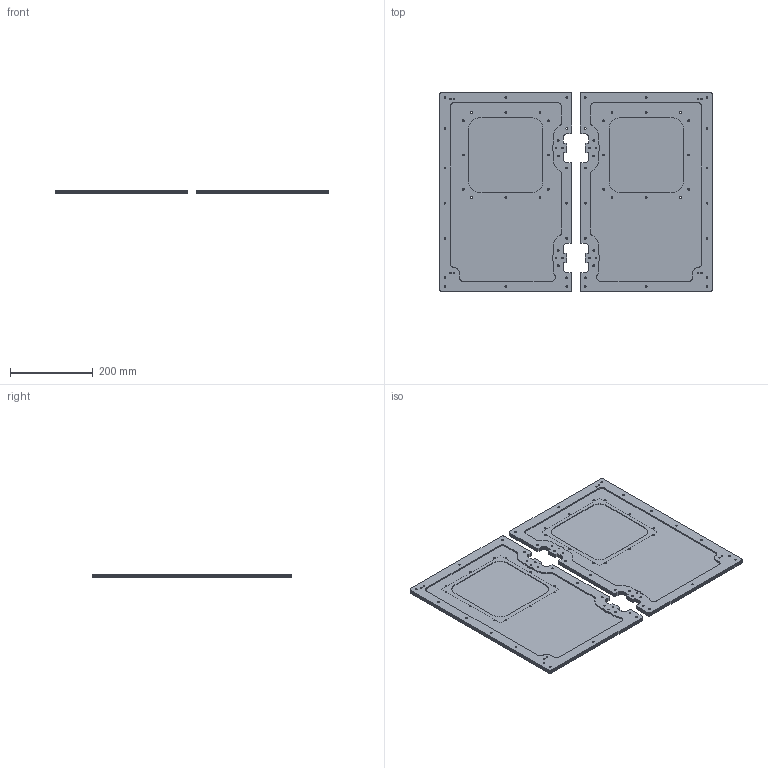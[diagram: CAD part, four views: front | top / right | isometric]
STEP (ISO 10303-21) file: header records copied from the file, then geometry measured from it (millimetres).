
FILE_DESCRIPTION (( 'STEP AP214' ), '1' );
FILE_NAME ('Kseries_Front_Door_Parametric-High_Temp.STEP', '2024-04-03T17:19:25', ( '' ), ( '' ), 'SwSTEP 2.0', 'SolidWorks 2022', '' );
FILE_SCHEMA (( 'AUTOMOTIVE_DESIGN' ));
Length unit declared in the file: millimetre
Products named in the file (1): Kseries_Front_Door_Parametric-High_Temp
Bounding box: 660 x 483 x 9 mm (x, y, z)
Volume: 1434468.2 mm3; surface area: 1498165.5 mm2
Topology: 10 solids, 10 shells, 1076 faces, 3168 edges, 2112 vertices
Faces by surface type: cylinder 832, plane 244
Entity records: 42395 total; most frequent: DIRECTION 6986, CARTESIAN_POINT 6357, ORIENTED_EDGE 6336, EDGE_CURVE 3168, AXIS2_PLACEMENT_3D 2741, VERTEX_POINT 2112, CIRCLE 1664, EDGE_LOOP 1636
